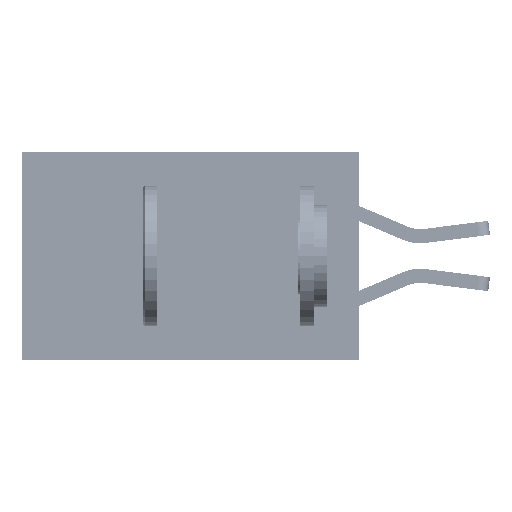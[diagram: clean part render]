
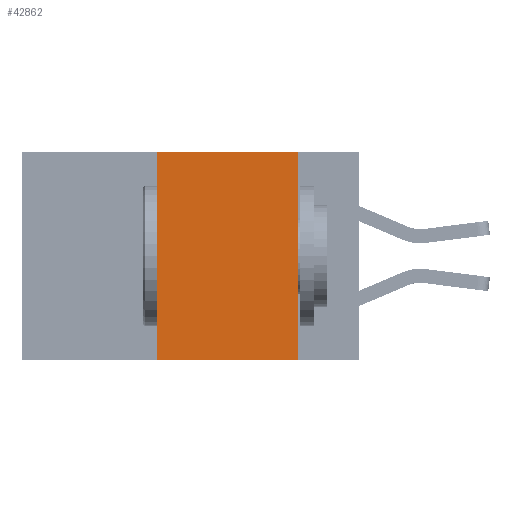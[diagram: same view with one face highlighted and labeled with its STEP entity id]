
A CAD part, left-side view. The second image highlights one B-rep face of the part: STEP entity #42862.
In plain terms, the highlighted planar face has unit normal (-1, 0, 0).
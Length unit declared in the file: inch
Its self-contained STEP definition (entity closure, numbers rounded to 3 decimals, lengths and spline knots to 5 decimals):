
#773 = VERTEX_POINT ( 'NONE', #38043 ) ;
#1714 = CARTESIAN_POINT ( 'NONE',  ( 0., 0.11, 0. ) ) ;
#4015 = EDGE_CURVE ( 'NONE', #45685, #21542, #12990, .T. ) ;
#4766 = ORIENTED_EDGE ( 'NONE', *, *, #30446, .F. ) ;
#4966 = DIRECTION ( 'NONE',  ( 0., 0., -1. ) ) ;
#6340 = EDGE_CURVE ( 'NONE', #45685, #773, #42179, .T. ) ;
#9866 = CARTESIAN_POINT ( 'NONE',  ( 0., 0.11, 0. ) ) ;
#10034 = DIRECTION ( 'NONE',  ( 0., 0., -1. ) ) ;
#10245 = ORIENTED_EDGE ( 'NONE', *, *, #23291, .F. ) ;
#12990 = LINE ( 'NONE', #22117, #35471 ) ;
#15610 = EDGE_LOOP ( 'NONE', ( #10245, #4766, #46636, #39819 ) ) ;
#17206 = VERTEX_POINT ( 'NONE', #1714 ) ;
#17210 = VECTOR ( 'NONE', #39292, 39.37008 ) ;
#17585 = LINE ( 'NONE', #43407, #40703 ) ;
#18155 = CARTESIAN_POINT ( 'NONE',  ( 0., 0.11, -0.37 ) ) ;
#20036 = LINE ( 'NONE', #9866, #34587 ) ;
#21542 = VERTEX_POINT ( 'NONE', #18155 ) ;
#22117 = CARTESIAN_POINT ( 'NONE',  ( 0., 0.6, -0.37 ) ) ;
#23291 = EDGE_CURVE ( 'NONE', #17206, #21542, #20036, .T. ) ;
#24302 = PLANE ( 'NONE',  #46777 ) ;
#30446 = EDGE_CURVE ( 'NONE', #773, #17206, #17585, .T. ) ;
#34587 = VECTOR ( 'NONE', #10034, 39.37008 ) ;
#35471 = VECTOR ( 'NONE', #49193, 39.37008 ) ;
#35566 = CARTESIAN_POINT ( 'NONE',  ( 0., 0.36, 0. ) ) ;
#38043 = CARTESIAN_POINT ( 'NONE',  ( 0., 0.36, 0. ) ) ;
#39292 = DIRECTION ( 'NONE',  ( 0., 0., 1. ) ) ;
#39793 = DIRECTION ( 'NONE',  ( 0., -1., 0. ) ) ;
#39819 = ORIENTED_EDGE ( 'NONE', *, *, #4015, .T. ) ;
#39951 = CARTESIAN_POINT ( 'NONE',  ( 0., 0.6, 0. ) ) ;
#40703 = VECTOR ( 'NONE', #39793, 39.37008 ) ;
#41129 = CARTESIAN_POINT ( 'NONE',  ( 0., 0.36, -0.37 ) ) ;
#42179 = LINE ( 'NONE', #35566, #17210 ) ;
#42862 = ADVANCED_FACE ( 'NONE', ( #45445 ), #24302, .F. ) ;
#43407 = CARTESIAN_POINT ( 'NONE',  ( 0., 0.6, 0. ) ) ;
#45445 = FACE_OUTER_BOUND ( 'NONE', #15610, .T. ) ;
#45685 = VERTEX_POINT ( 'NONE', #41129 ) ;
#46636 = ORIENTED_EDGE ( 'NONE', *, *, #6340, .F. ) ;
#46777 = AXIS2_PLACEMENT_3D ( 'NONE', #39951, #47774, #4966 ) ;
#47774 = DIRECTION ( 'NONE',  ( 1., 0., 0. ) ) ;
#49193 = DIRECTION ( 'NONE',  ( 0., -1., 0. ) ) ;
